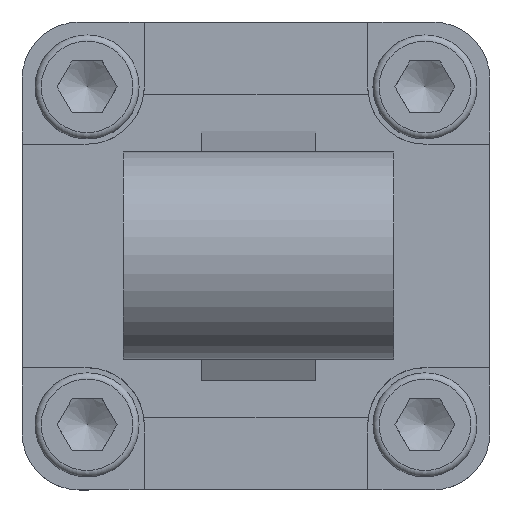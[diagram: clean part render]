
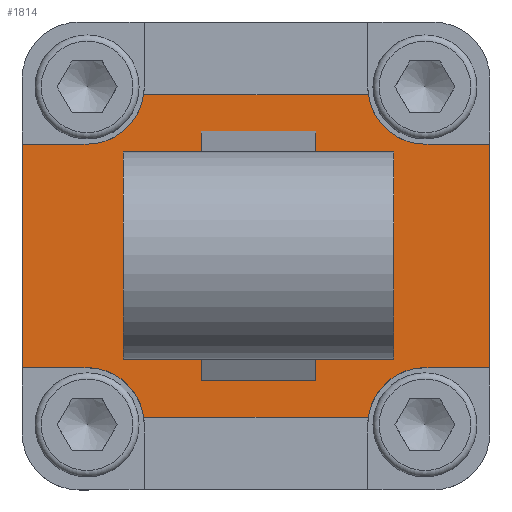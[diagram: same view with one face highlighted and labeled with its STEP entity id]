
A CAD part, top view. The second image highlights one B-rep face of the part: STEP entity #1814.
In plain terms, the highlighted planar face has unit normal (0, 0, 1).
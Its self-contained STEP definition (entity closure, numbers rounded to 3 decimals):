
#86=LINE('',#2805,#226);
#90=LINE('',#2813,#230);
#93=LINE('',#2818,#233);
#94=LINE('',#2821,#234);
#98=LINE('',#2828,#238);
#99=LINE('',#2832,#239);
#104=LINE('',#2841,#244);
#105=LINE('',#2844,#245);
#107=LINE('',#2849,#247);
#108=LINE('',#2851,#248);
#109=LINE('',#2853,#249);
#110=LINE('',#2857,#250);
#111=LINE('',#2861,#251);
#112=LINE('',#2863,#252);
#113=LINE('',#2865,#253);
#114=LINE('',#2869,#254);
#115=LINE('',#2872,#255);
#116=LINE('',#2873,#256);
#117=LINE('',#2875,#257);
#118=LINE('',#2876,#258);
#226=VECTOR('',#2263,2.);
#230=VECTOR('',#2269,11.);
#233=VECTOR('',#2274,2.);
#234=VECTOR('',#2277,7.5);
#238=VECTOR('',#2281,7.5);
#239=VECTOR('',#2284,2.);
#244=VECTOR('',#2291,11.);
#245=VECTOR('',#2294,2.);
#247=VECTOR('',#2298,6.25);
#248=VECTOR('',#2299,21.5);
#249=VECTOR('',#2300,6.25);
#250=VECTOR('',#2303,21.603);
#251=VECTOR('',#2306,6.25);
#252=VECTOR('',#2307,21.5);
#253=VECTOR('',#2308,6.25);
#254=VECTOR('',#2311,21.603);
#255=VECTOR('',#2314,20.);
#256=VECTOR('',#2315,7.5);
#257=VECTOR('',#2316,7.5);
#258=VECTOR('',#2317,20.);
#385=FACE_BOUND('',#607,.T.);
#470=FACE_OUTER_BOUND('',#606,.T.);
#606=EDGE_LOOP('',(#1345,#1346,#1347,#1348,#1349,#1350,#1351,#1352,#1353,
#1354,#1355,#1356));
#607=EDGE_LOOP('',(#1357,#1358,#1359,#1360,#1361,#1362,#1363,#1364,#1365,
#1366,#1367,#1368));
#697=CIRCLE('',#1957,5.5);
#698=CIRCLE('',#1958,5.5);
#699=CIRCLE('',#1959,5.5);
#700=CIRCLE('',#1960,5.5);
#807=VERTEX_POINT('',#2803);
#808=VERTEX_POINT('',#2804);
#810=VERTEX_POINT('',#2810);
#812=VERTEX_POINT('',#2816);
#813=VERTEX_POINT('',#2820);
#816=VERTEX_POINT('',#2826);
#817=VERTEX_POINT('',#2830);
#818=VERTEX_POINT('',#2831);
#820=VERTEX_POINT('',#2837);
#822=VERTEX_POINT('',#2843);
#823=VERTEX_POINT('',#2847);
#824=VERTEX_POINT('',#2848);
#825=VERTEX_POINT('',#2850);
#826=VERTEX_POINT('',#2852);
#827=VERTEX_POINT('',#2854);
#828=VERTEX_POINT('',#2856);
#829=VERTEX_POINT('',#2858);
#830=VERTEX_POINT('',#2860);
#831=VERTEX_POINT('',#2862);
#832=VERTEX_POINT('',#2864);
#833=VERTEX_POINT('',#2866);
#834=VERTEX_POINT('',#2868);
#835=VERTEX_POINT('',#2871);
#836=VERTEX_POINT('',#2874);
#995=EDGE_CURVE('',#807,#808,#86,.T.);
#999=EDGE_CURVE('',#808,#810,#90,.T.);
#1002=EDGE_CURVE('',#810,#812,#93,.T.);
#1003=EDGE_CURVE('',#813,#807,#94,.T.);
#1007=EDGE_CURVE('',#812,#816,#98,.T.);
#1008=EDGE_CURVE('',#817,#818,#99,.T.);
#1013=EDGE_CURVE('',#820,#817,#104,.T.);
#1014=EDGE_CURVE('',#822,#820,#105,.T.);
#1016=EDGE_CURVE('',#823,#824,#107,.T.);
#1017=EDGE_CURVE('',#825,#824,#108,.T.);
#1018=EDGE_CURVE('',#825,#826,#109,.T.);
#1019=EDGE_CURVE('',#826,#827,#697,.T.);
#1020=EDGE_CURVE('',#827,#828,#110,.T.);
#1021=EDGE_CURVE('',#828,#829,#698,.T.);
#1022=EDGE_CURVE('',#829,#830,#111,.T.);
#1023=EDGE_CURVE('',#831,#830,#112,.T.);
#1024=EDGE_CURVE('',#831,#832,#113,.T.);
#1025=EDGE_CURVE('',#832,#833,#699,.T.);
#1026=EDGE_CURVE('',#833,#834,#114,.T.);
#1027=EDGE_CURVE('',#834,#823,#700,.T.);
#1028=EDGE_CURVE('',#816,#835,#115,.T.);
#1029=EDGE_CURVE('',#835,#822,#116,.T.);
#1030=EDGE_CURVE('',#818,#836,#117,.T.);
#1031=EDGE_CURVE('',#836,#813,#118,.T.);
#1345=ORIENTED_EDGE('',*,*,#1016,.T.);
#1346=ORIENTED_EDGE('',*,*,#1017,.F.);
#1347=ORIENTED_EDGE('',*,*,#1018,.T.);
#1348=ORIENTED_EDGE('',*,*,#1019,.T.);
#1349=ORIENTED_EDGE('',*,*,#1020,.T.);
#1350=ORIENTED_EDGE('',*,*,#1021,.T.);
#1351=ORIENTED_EDGE('',*,*,#1022,.T.);
#1352=ORIENTED_EDGE('',*,*,#1023,.F.);
#1353=ORIENTED_EDGE('',*,*,#1024,.T.);
#1354=ORIENTED_EDGE('',*,*,#1025,.T.);
#1355=ORIENTED_EDGE('',*,*,#1026,.T.);
#1356=ORIENTED_EDGE('',*,*,#1027,.T.);
#1357=ORIENTED_EDGE('',*,*,#1002,.T.);
#1358=ORIENTED_EDGE('',*,*,#1007,.T.);
#1359=ORIENTED_EDGE('',*,*,#1028,.T.);
#1360=ORIENTED_EDGE('',*,*,#1029,.T.);
#1361=ORIENTED_EDGE('',*,*,#1014,.T.);
#1362=ORIENTED_EDGE('',*,*,#1013,.T.);
#1363=ORIENTED_EDGE('',*,*,#1008,.T.);
#1364=ORIENTED_EDGE('',*,*,#1030,.T.);
#1365=ORIENTED_EDGE('',*,*,#1031,.T.);
#1366=ORIENTED_EDGE('',*,*,#1003,.T.);
#1367=ORIENTED_EDGE('',*,*,#995,.T.);
#1368=ORIENTED_EDGE('',*,*,#999,.T.);
#1612=PLANE('',#1956);
#1814=ADVANCED_FACE('',(#470,#385),#1612,.T.);
#1956=AXIS2_PLACEMENT_3D('',#2846,#2296,#2297);
#1957=AXIS2_PLACEMENT_3D('',#2855,#2301,#2302);
#1958=AXIS2_PLACEMENT_3D('',#2859,#2304,#2305);
#1959=AXIS2_PLACEMENT_3D('',#2867,#2309,#2310);
#1960=AXIS2_PLACEMENT_3D('',#2870,#2312,#2313);
#2263=DIRECTION('',(0.,-1.,0.));
#2269=DIRECTION('',(-1.,0.,0.));
#2274=DIRECTION('',(0.,1.,0.));
#2277=DIRECTION('',(-1.,0.,0.));
#2281=DIRECTION('',(-1.,0.,0.));
#2284=DIRECTION('',(0.,-1.,0.));
#2291=DIRECTION('',(1.,0.,0.));
#2294=DIRECTION('',(0.,1.,0.));
#2296=DIRECTION('center_axis',(0.,0.,
1.));
#2297=DIRECTION('ref_axis',(0.,-1.,0.));
#2298=DIRECTION('',(1.,0.,0.));
#2299=DIRECTION('',(0.,-1.,0.));
#2300=DIRECTION('',(-1.,0.,0.));
#2301=DIRECTION('center_axis',(0.,0.,
-1.));
#2302=DIRECTION('ref_axis',(-1.,0.,0.));
#2303=DIRECTION('',(-1.,0.,0.));
#2304=DIRECTION('center_axis',(0.,0.,
-1.));
#2305=DIRECTION('ref_axis',(0.,-1.,0.));
#2306=DIRECTION('',(-1.,0.,0.));
#2307=DIRECTION('',(0.,1.,0.));
#2308=DIRECTION('',(1.,0.,0.));
#2309=DIRECTION('center_axis',(0.,0.,
-1.));
#2310=DIRECTION('ref_axis',(1.,0.,0.));
#2311=DIRECTION('',(1.,0.,0.));
#2312=DIRECTION('center_axis',(0.,0.,
-1.));
#2313=DIRECTION('ref_axis',(0.,1.,0.));
#2314=DIRECTION('',(0.,1.,0.));
#2315=DIRECTION('',(1.,0.,0.));
#2316=DIRECTION('',(1.,0.,0.));
#2317=DIRECTION('',(0.,-1.,0.));
#2803=CARTESIAN_POINT('',(5.75,-10.,9.));
#2804=CARTESIAN_POINT('',(5.75,-12.,9.));
#2805=CARTESIAN_POINT('',(5.75,-5.271,9.));
#2810=CARTESIAN_POINT('',(-5.25,-12.,9.));
#2813=CARTESIAN_POINT('',(0.125,-12.,9.));
#2816=CARTESIAN_POINT('',(-5.25,-10.,9.));
#2818=CARTESIAN_POINT('',(-5.25,-5.271,9.));
#2820=CARTESIAN_POINT('',(13.25,-10.,9.));
#2821=CARTESIAN_POINT('',(-6.375,-10.,9.));
#2826=CARTESIAN_POINT('',(-12.75,-10.,9.));
#2828=CARTESIAN_POINT('',(-6.375,-10.,9.));
#2830=CARTESIAN_POINT('',(5.75,12.,9.));
#2831=CARTESIAN_POINT('',(5.75,10.,9.));
#2832=CARTESIAN_POINT('',(5.75,5.271,9.));
#2837=CARTESIAN_POINT('',(-5.25,12.,9.));
#2841=CARTESIAN_POINT('',(0.125,12.,9.));
#2843=CARTESIAN_POINT('',(-5.25,10.,9.));
#2844=CARTESIAN_POINT('',(-5.25,5.271,9.));
#2846=CARTESIAN_POINT('Origin',(0.,0.,
9.));
#2847=CARTESIAN_POINT('',(16.25,-10.75,9.));
#2848=CARTESIAN_POINT('',(22.5,-10.75,9.));
#2849=CARTESIAN_POINT('',(11.25,-10.75,9.));
#2850=CARTESIAN_POINT('',(22.5,10.75,9.));
#2851=CARTESIAN_POINT('',(22.5,-17.,9.));
#2852=CARTESIAN_POINT('',(16.25,10.75,9.));
#2853=CARTESIAN_POINT('',(8.125,10.75,9.));
#2854=CARTESIAN_POINT('',(10.801,15.5,9.));
#2855=CARTESIAN_POINT('Origin',(16.25,16.25,9.));
#2856=CARTESIAN_POINT('',(-10.801,15.5,9.));
#2857=CARTESIAN_POINT('',(-11.25,15.5,9.));
#2858=CARTESIAN_POINT('',(-16.25,10.75,9.));
#2859=CARTESIAN_POINT('Origin',(-16.25,16.25,9.));
#2860=CARTESIAN_POINT('',(-22.5,10.75,9.));
#2861=CARTESIAN_POINT('',(-11.25,10.75,9.));
#2862=CARTESIAN_POINT('',(-22.5,-10.75,9.));
#2863=CARTESIAN_POINT('',(-22.5,17.,9.));
#2864=CARTESIAN_POINT('',(-16.25,-10.75,9.));
#2865=CARTESIAN_POINT('',(-8.125,-10.75,9.));
#2866=CARTESIAN_POINT('',(-10.801,-15.5,9.));
#2867=CARTESIAN_POINT('Origin',(-16.25,-16.25,9.));
#2868=CARTESIAN_POINT('',(10.801,-15.5,9.));
#2869=CARTESIAN_POINT('',(11.25,-15.5,9.));
#2870=CARTESIAN_POINT('Origin',(16.25,-16.25,9.));
#2871=CARTESIAN_POINT('',(-12.75,10.,9.));
#2872=CARTESIAN_POINT('',(-12.75,0.,9.));
#2873=CARTESIAN_POINT('',(-6.375,10.,9.));
#2874=CARTESIAN_POINT('',(13.25,10.,9.));
#2875=CARTESIAN_POINT('',(-6.375,10.,9.));
#2876=CARTESIAN_POINT('',(13.25,0.,9.));
